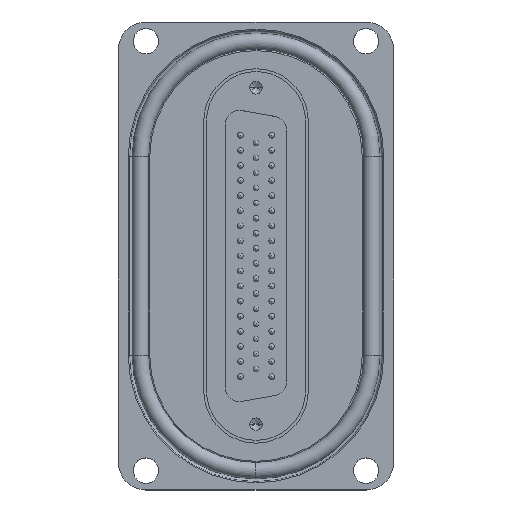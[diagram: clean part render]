
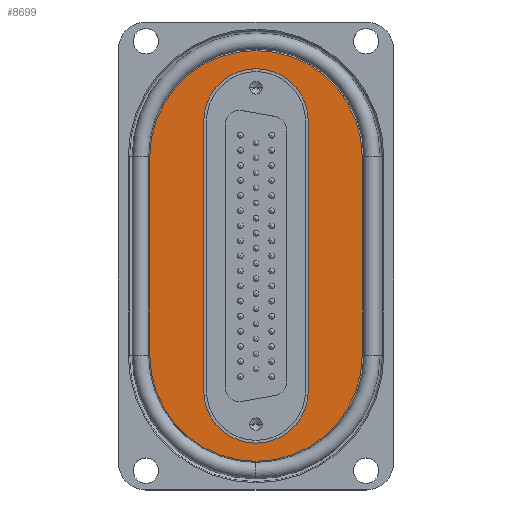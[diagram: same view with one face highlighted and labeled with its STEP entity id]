
A CAD part, top view. The second image highlights one B-rep face of the part: STEP entity #8699.
In plain terms, the highlighted planar face has unit normal (0, 0, 1).
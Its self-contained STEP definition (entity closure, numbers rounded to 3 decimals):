
#425 = DIRECTION ( 'NONE',  ( 0., 1., 0. ) ) ;
#580 = EDGE_CURVE ( 'NONE', #12586, #4468, #14768, .T. ) ;
#615 = CARTESIAN_POINT ( 'NONE',  ( 9.5, 24.5, 10. ) ) ;
#1118 = VERTEX_POINT ( 'NONE', #9656 ) ;
#1276 = EDGE_CURVE ( 'NONE', #9932, #12586, #14616, .T. ) ;
#1365 = LINE ( 'NONE', #14893, #9742 ) ;
#1585 = DIRECTION ( 'NONE',  ( 1., 0., 0. ) ) ;
#1834 = CARTESIAN_POINT ( 'NONE',  ( 19.3, 0., 10. ) ) ;
#2120 = AXIS2_PLACEMENT_3D ( 'NONE', #2250, #3948, #9449 ) ;
#2250 = CARTESIAN_POINT ( 'NONE',  ( 0., -24.5, 10. ) ) ;
#2586 = FACE_OUTER_BOUND ( 'NONE', #15000, .T. ) ;
#2722 = DIRECTION ( 'NONE',  ( 0., -1., 0. ) ) ;
#2808 = FACE_BOUND ( 'NONE', #3512, .T. ) ;
#3135 = AXIS2_PLACEMENT_3D ( 'NONE', #9368, #5991, #9063 ) ;
#3249 = CARTESIAN_POINT ( 'NONE',  ( -19.3, 0., 10. ) ) ;
#3512 = EDGE_LOOP ( 'NONE', ( #4775, #7314, #12990, #3874 ) ) ;
#3702 = PLANE ( 'NONE',  #11002 ) ;
#3733 = CIRCLE ( 'NONE', #5800, 19.3 ) ;
#3842 = AXIS2_PLACEMENT_3D ( 'NONE', #12515, #4769, #1585 ) ;
#3874 = ORIENTED_EDGE ( 'NONE', *, *, #11153, .F. ) ;
#3948 = DIRECTION ( 'NONE',  ( 0., 0., 1. ) ) ;
#4347 = DIRECTION ( 'NONE',  ( 0., 1., 0. ) ) ;
#4420 = VERTEX_POINT ( 'NONE', #14064 ) ;
#4468 = VERTEX_POINT ( 'NONE', #12287 ) ;
#4769 = DIRECTION ( 'NONE',  ( 0., 0., 1. ) ) ;
#4775 = ORIENTED_EDGE ( 'NONE', *, *, #580, .F. ) ;
#4789 = VERTEX_POINT ( 'NONE', #6553 ) ;
#5275 = VERTEX_POINT ( 'NONE', #14779 ) ;
#5309 = EDGE_CURVE ( 'NONE', #15091, #4420, #11406, .T. ) ;
#5337 = CARTESIAN_POINT ( 'NONE',  ( -19.3, 18., 10. ) ) ;
#5405 = EDGE_CURVE ( 'NONE', #5275, #15091, #8992, .T. ) ;
#5524 = DIRECTION ( 'NONE',  ( 1., 0., 0. ) ) ;
#5678 = ORIENTED_EDGE ( 'NONE', *, *, #5405, .T. ) ;
#5800 = AXIS2_PLACEMENT_3D ( 'NONE', #13810, #13764, #5524 ) ;
#5991 = DIRECTION ( 'NONE',  ( 0., 0., 1. ) ) ;
#6052 = VECTOR ( 'NONE', #425, 1000. ) ;
#6553 = CARTESIAN_POINT ( 'NONE',  ( -9.5, -24.5, 10. ) ) ;
#6742 = CARTESIAN_POINT ( 'NONE',  ( 0., 0., 10. ) ) ;
#6981 = CARTESIAN_POINT ( 'NONE',  ( 9.5, -24.5, 10. ) ) ;
#7314 = ORIENTED_EDGE ( 'NONE', *, *, #1276, .F. ) ;
#7725 = ORIENTED_EDGE ( 'NONE', *, *, #8674, .T. ) ;
#7836 = CIRCLE ( 'NONE', #2120, 9.5 ) ;
#7860 = ORIENTED_EDGE ( 'NONE', *, *, #10798, .T. ) ;
#8041 = LINE ( 'NONE', #1834, #10242 ) ;
#8221 = CARTESIAN_POINT ( 'NONE',  ( 9.5, 24.5, 10. ) ) ;
#8674 = EDGE_CURVE ( 'NONE', #1118, #5275, #8041, .T. ) ;
#8699 = ADVANCED_FACE ( 'NONE', ( #2808, #2586 ), #3702, .T. ) ;
#8992 = CIRCLE ( 'NONE', #3135, 19.3 ) ;
#9063 = DIRECTION ( 'NONE',  ( 1., 0., 0. ) ) ;
#9349 = DIRECTION ( 'NONE',  ( 0., -1., 0. ) ) ;
#9368 = CARTESIAN_POINT ( 'NONE',  ( 0., 18., 10. ) ) ;
#9449 = DIRECTION ( 'NONE',  ( 1., 0., 0. ) ) ;
#9656 = CARTESIAN_POINT ( 'NONE',  ( 19.3, -18., 10. ) ) ;
#9742 = VECTOR ( 'NONE', #2722, 1000. ) ;
#9932 = VERTEX_POINT ( 'NONE', #6981 ) ;
#10077 = ORIENTED_EDGE ( 'NONE', *, *, #5309, .T. ) ;
#10242 = VECTOR ( 'NONE', #4347, 1000. ) ;
#10798 = EDGE_CURVE ( 'NONE', #4420, #1118, #3733, .T. ) ;
#11002 = AXIS2_PLACEMENT_3D ( 'NONE', #6742, #12794, #11709 ) ;
#11153 = EDGE_CURVE ( 'NONE', #4468, #4789, #1365, .T. ) ;
#11406 = LINE ( 'NONE', #3249, #12302 ) ;
#11709 = DIRECTION ( 'NONE',  ( 1., 0., 0. ) ) ;
#12287 = CARTESIAN_POINT ( 'NONE',  ( -9.5, 24.5, 10. ) ) ;
#12302 = VECTOR ( 'NONE', #9349, 1000. ) ;
#12515 = CARTESIAN_POINT ( 'NONE',  ( 0., 24.5, 10. ) ) ;
#12586 = VERTEX_POINT ( 'NONE', #615 ) ;
#12794 = DIRECTION ( 'NONE',  ( 0., 0., 1. ) ) ;
#12990 = ORIENTED_EDGE ( 'NONE', *, *, #13405, .F. ) ;
#13405 = EDGE_CURVE ( 'NONE', #4789, #9932, #7836, .T. ) ;
#13764 = DIRECTION ( 'NONE',  ( 0., 0., 1. ) ) ;
#13810 = CARTESIAN_POINT ( 'NONE',  ( 0., -18., 10. ) ) ;
#14064 = CARTESIAN_POINT ( 'NONE',  ( -19.3, -18., 10. ) ) ;
#14616 = LINE ( 'NONE', #8221, #6052 ) ;
#14768 = CIRCLE ( 'NONE', #3842, 9.5 ) ;
#14779 = CARTESIAN_POINT ( 'NONE',  ( 19.3, 18., 10. ) ) ;
#14893 = CARTESIAN_POINT ( 'NONE',  ( -9.5, 24.5, 10. ) ) ;
#15000 = EDGE_LOOP ( 'NONE', ( #7725, #5678, #10077, #7860 ) ) ;
#15091 = VERTEX_POINT ( 'NONE', #5337 ) ;
